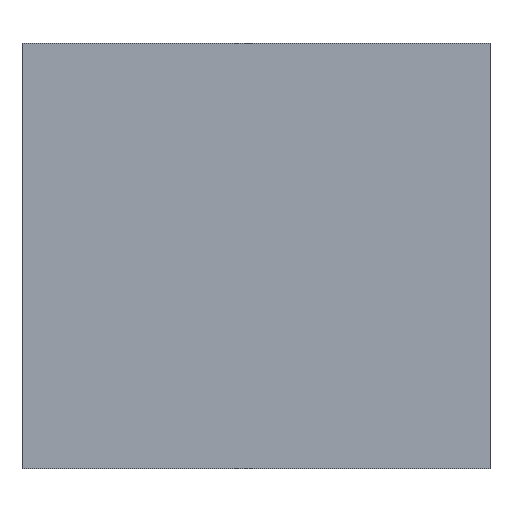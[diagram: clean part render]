
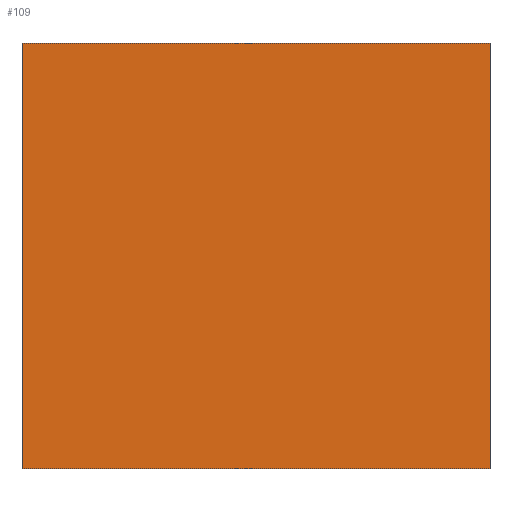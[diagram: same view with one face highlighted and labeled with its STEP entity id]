
A CAD part, front view. The second image highlights one B-rep face of the part: STEP entity #109.
In plain terms, the highlighted planar face has unit normal (0, -1, 0).
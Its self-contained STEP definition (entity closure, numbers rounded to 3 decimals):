
#29 = VECTOR ( 'NONE', #178, 1000. ) ;
#43 = VECTOR ( 'NONE', #229, 1000. ) ;
#53 = VECTOR ( 'NONE', #237, 1000. ) ;
#55 = AXIS2_PLACEMENT_3D ( 'NONE', #148, #147, #146 ) ;
#56 = VECTOR ( 'NONE', #213, 1000. ) ;
#59 = FACE_OUTER_BOUND ( 'NONE', #172, .T. ) ;
#97 = EDGE_CURVE ( 'NONE', #236, #274, #176, .T. ) ;
#101 = EDGE_CURVE ( 'NONE', #239, #274, #235, .T. ) ;
#102 = EDGE_CURVE ( 'NONE', #236, #205, #230, .T. ) ;
#103 = EDGE_CURVE ( 'NONE', #239, #205, #224, .T. ) ;
#109 = ADVANCED_FACE ( 'NONE', ( #59 ), #179, .F. ) ;
#146 = DIRECTION ( 'NONE',  ( 0., 0., 1. ) ) ;
#147 = DIRECTION ( 'NONE',  ( 0., 1., 0. ) ) ;
#148 = CARTESIAN_POINT ( 'NONE',  ( -0.55, -1.1, 0. ) ) ;
#172 = EDGE_LOOP ( 'NONE', ( #240, #204, #250, #202 ) ) ;
#176 = LINE ( 'NONE', #177, #29 ) ;
#177 = CARTESIAN_POINT ( 'NONE',  ( -0.55, -1.1, 1. ) ) ;
#178 = DIRECTION ( 'NONE',  ( 1., 0., 0. ) ) ;
#179 = PLANE ( 'NONE',  #55 ) ;
#189 = CARTESIAN_POINT ( 'NONE',  ( 0.55, -1.1, 0. ) ) ;
#202 = ORIENTED_EDGE ( 'NONE', *, *, #103, .F. ) ;
#204 = ORIENTED_EDGE ( 'NONE', *, *, #97, .F. ) ;
#205 = VERTEX_POINT ( 'NONE', #215 ) ;
#208 = CARTESIAN_POINT ( 'NONE',  ( -0.55, -1.1, 0. ) ) ;
#213 = DIRECTION ( 'NONE',  ( -1., 0., 0. ) ) ;
#214 = CARTESIAN_POINT ( 'NONE',  ( 0.55, -1.1, 1. ) ) ;
#215 = CARTESIAN_POINT ( 'NONE',  ( -0.55, -1.1, 0. ) ) ;
#224 = LINE ( 'NONE', #270, #56 ) ;
#228 = CARTESIAN_POINT ( 'NONE',  ( 0.55, -1.1, 0. ) ) ;
#229 = DIRECTION ( 'NONE',  ( 0., 0., 1. ) ) ;
#230 = LINE ( 'NONE', #208, #53 ) ;
#235 = LINE ( 'NONE', #228, #43 ) ;
#236 = VERTEX_POINT ( 'NONE', #283 ) ;
#237 = DIRECTION ( 'NONE',  ( 0., 0., -1. ) ) ;
#239 = VERTEX_POINT ( 'NONE', #189 ) ;
#240 = ORIENTED_EDGE ( 'NONE', *, *, #101, .T. ) ;
#250 = ORIENTED_EDGE ( 'NONE', *, *, #102, .T. ) ;
#270 = CARTESIAN_POINT ( 'NONE',  ( 0.55, -1.1, 0. ) ) ;
#274 = VERTEX_POINT ( 'NONE', #214 ) ;
#283 = CARTESIAN_POINT ( 'NONE',  ( -0.55, -1.1, 1. ) ) ;
